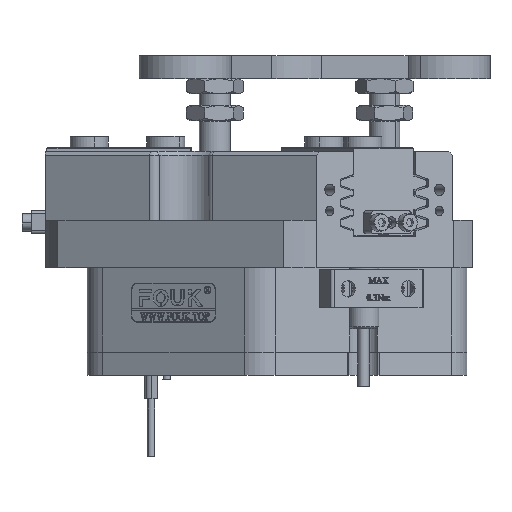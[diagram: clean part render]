
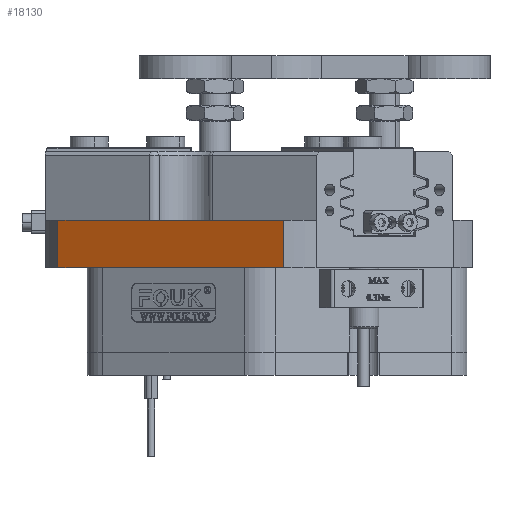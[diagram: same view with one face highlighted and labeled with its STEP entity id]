
A CAD part, front view. The second image highlights one B-rep face of the part: STEP entity #18130.
In plain terms, the highlighted planar face has unit normal (-0.5, -0.866, 0).
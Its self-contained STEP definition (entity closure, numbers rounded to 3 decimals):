
#1803 = LINE ( 'NONE', #56208, #31626 ) ;
#2730 = AXIS2_PLACEMENT_3D ( 'NONE', #11827, #26228, #26644 ) ;
#4564 = LINE ( 'NONE', #19334, #8243 ) ;
#8065 = PLANE ( 'NONE',  #2730 ) ;
#8243 = VECTOR ( 'NONE', #42464, 1000. ) ;
#10596 = VECTOR ( 'NONE', #52010, 1000. ) ;
#11827 = CARTESIAN_POINT ( 'NONE',  ( -105., 0., 0. ) ) ;
#13868 = EDGE_CURVE ( 'NONE', #55480, #43357, #41969, .T. ) ;
#14162 = DIRECTION ( 'NONE',  ( -0.866, 0.5, 0. ) ) ;
#14986 = ORIENTED_EDGE ( 'NONE', *, *, #50599, .T. ) ;
#17192 = EDGE_LOOP ( 'NONE', ( #18567, #17787, #38015, #14986 ) ) ;
#17787 = ORIENTED_EDGE ( 'NONE', *, *, #13868, .T. ) ;
#18130 = ADVANCED_FACE ( 'NONE', ( #56026 ), #8065, .T. ) ;
#18352 = EDGE_CURVE ( 'NONE', #43357, #39274, #4564, .T. ) ;
#18567 = ORIENTED_EDGE ( 'NONE', *, *, #22838, .T. ) ;
#19334 = CARTESIAN_POINT ( 'NONE',  ( 3.118, -62.422, 52.3 ) ) ;
#22602 = VECTOR ( 'NONE', #14162, 1000. ) ;
#22838 = EDGE_CURVE ( 'NONE', #60520, #55480, #1803, .T. ) ;
#26228 = DIRECTION ( 'NONE',  ( -0.5, -0.866, 0. ) ) ;
#26644 = DIRECTION ( 'NONE',  ( 0.866, -0.5, 0. ) ) ;
#31626 = VECTOR ( 'NONE', #56616, 1000. ) ;
#35249 = LINE ( 'NONE', #47345, #22602 ) ;
#38015 = ORIENTED_EDGE ( 'NONE', *, *, #18352, .T. ) ;
#39274 = VERTEX_POINT ( 'NONE', #51983 ) ;
#41969 = LINE ( 'NONE', #45901, #10596 ) ;
#42464 = DIRECTION ( 'NONE',  ( 0., 0., 1. ) ) ;
#43357 = VERTEX_POINT ( 'NONE', #43823 ) ;
#43823 = CARTESIAN_POINT ( 'NONE',  ( 3.118, -62.422, 22. ) ) ;
#45901 = CARTESIAN_POINT ( 'NONE',  ( -105., 0., 22. ) ) ;
#47345 = CARTESIAN_POINT ( 'NONE',  ( -105., 0., 34.3 ) ) ;
#50599 = EDGE_CURVE ( 'NONE', #39274, #60520, #35249, .T. ) ;
#51983 = CARTESIAN_POINT ( 'NONE',  ( 3.118, -62.422, 34.3 ) ) ;
#52010 = DIRECTION ( 'NONE',  ( 0.866, -0.5, 0. ) ) ;
#54236 = CARTESIAN_POINT ( 'NONE',  ( -55.618, -28.511, 22. ) ) ;
#55480 = VERTEX_POINT ( 'NONE', #54236 ) ;
#56026 = FACE_OUTER_BOUND ( 'NONE', #17192, .T. ) ;
#56208 = CARTESIAN_POINT ( 'NONE',  ( -55.618, -28.511, 52.3 ) ) ;
#56616 = DIRECTION ( 'NONE',  ( 0., 0., -1. ) ) ;
#58678 = CARTESIAN_POINT ( 'NONE',  ( -55.618, -28.511, 34.3 ) ) ;
#60520 = VERTEX_POINT ( 'NONE', #58678 ) ;
